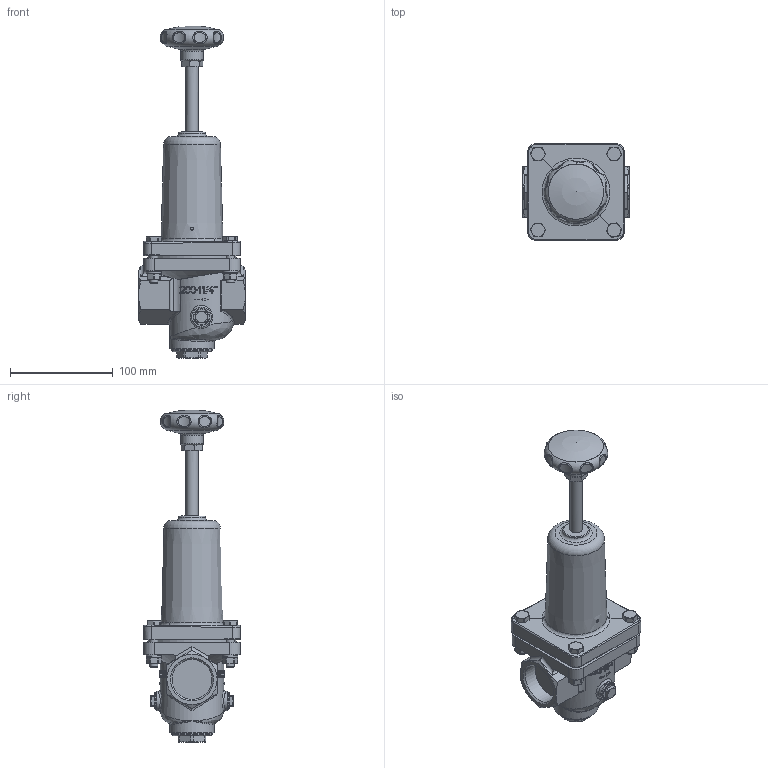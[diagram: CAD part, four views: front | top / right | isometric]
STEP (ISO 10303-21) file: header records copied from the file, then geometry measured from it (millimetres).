
FILE_DESCRIPTION((''),'2;1');
FILE_NAME('002005_002015.stp','2012-01-11T12:40:50',('powierski'),(''),'Autodesk Inventor 2012','Autodesk Inventor 2012','');
FILE_SCHEMA(('AUTOMOTIVE_DESIGN { 1 0 10303 214 1 1 1 1 }'));
Length unit declared in the file: millimetre
Products named in the file (1): 002005_002015_step
Bounding box: 104 x 94 x 323.3 mm (x, y, z)
Volume: 863885.1 mm3; surface area: 102605.8 mm2
Topology: 3 solids, 6 shells, 727 faces, 1820 edges, 1165 vertices
Faces by surface type: plane 302, cylinder 206, cone 142, bspline 64, torus 8, sphere 5
Full cylindrical faces by diameter (mm): 3 x1, 8 x8, 8.8 x1, 9.5 x8, 10 x3, 10.7 x1, 12 x2, 13 x1, 14 x1, 14.7 x1, 14.8 x1, 16.5 x2, 19 x2, 22 x1, 26 x1, 38.95 x2, 40 x1, 43.5 x1, 53.8 x1, 86.5 x1, 87.5 x1
Entity records: 26166 total; most frequent: CARTESIAN_POINT 9336, ORIENTED_EDGE 3414, DIRECTION 3242, EDGE_CURVE 1707, AXIS2_PLACEMENT_3D 1329, VERTEX_POINT 1126, EDGE_LOOP 879, FACE_OUTER_BOUND 726
